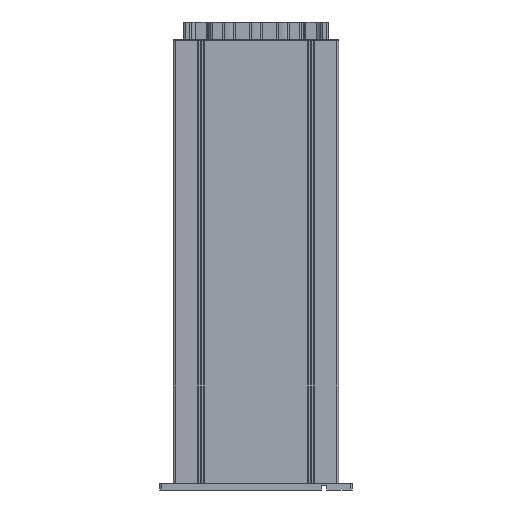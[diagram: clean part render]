
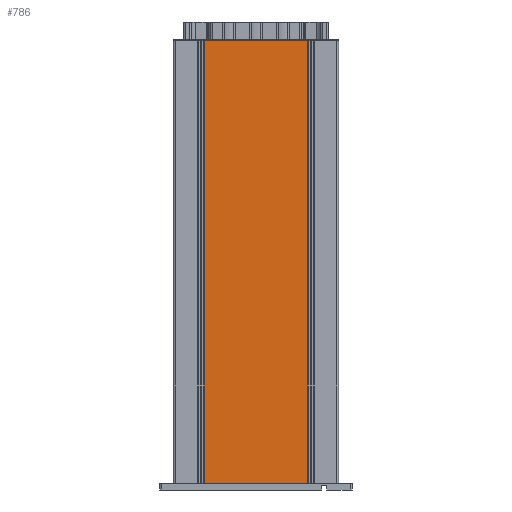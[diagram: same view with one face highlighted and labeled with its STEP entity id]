
A CAD part, front view. The second image highlights one B-rep face of the part: STEP entity #786.
In plain terms, the highlighted planar face has unit normal (0, -1, 0).
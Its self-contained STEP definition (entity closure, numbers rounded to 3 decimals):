
#566 = VERTEX_POINT ( 'NONE', #26707 ) ;
#786 = ADVANCED_FACE ( 'NONE', ( #15236 ), #6523, .F. ) ;
#1468 = CARTESIAN_POINT ( 'NONE',  ( 0., -30., 0. ) ) ;
#3088 = CARTESIAN_POINT ( 'NONE',  ( -75.4, -30., 643. ) ) ;
#3436 = VECTOR ( 'NONE', #3634, 1000. ) ;
#3634 = DIRECTION ( 'NONE',  ( 1., 0., 0. ) ) ;
#4063 = CARTESIAN_POINT ( 'NONE',  ( -75.4, -30., 643. ) ) ;
#4832 = EDGE_CURVE ( 'NONE', #5583, #7814, #23043, .T. ) ;
#5583 = VERTEX_POINT ( 'NONE', #4063 ) ;
#6308 = VECTOR ( 'NONE', #24684, 1000. ) ;
#6523 = PLANE ( 'NONE',  #13069 ) ;
#7081 = ORIENTED_EDGE ( 'NONE', *, *, #17981, .T. ) ;
#7814 = VERTEX_POINT ( 'NONE', #16826 ) ;
#7893 = EDGE_LOOP ( 'NONE', ( #26516, #7081, #8477, #23312 ) ) ;
#8248 = CARTESIAN_POINT ( 'NONE',  ( 75.4, -30., 643. ) ) ;
#8477 = ORIENTED_EDGE ( 'NONE', *, *, #4832, .F. ) ;
#9540 = VECTOR ( 'NONE', #15660, 1000. ) ;
#9706 = EDGE_CURVE ( 'NONE', #566, #21818, #19939, .T. ) ;
#13069 = AXIS2_PLACEMENT_3D ( 'NONE', #14931, #21410, #25708 ) ;
#14330 = DIRECTION ( 'NONE',  ( 1., 0., 0. ) ) ;
#14931 = CARTESIAN_POINT ( 'NONE',  ( 0., -30., 643. ) ) ;
#15017 = EDGE_CURVE ( 'NONE', #5583, #566, #24629, .T. ) ;
#15236 = FACE_OUTER_BOUND ( 'NONE', #7893, .T. ) ;
#15660 = DIRECTION ( 'NONE',  ( 0., 0., -1. ) ) ;
#16015 = LINE ( 'NONE', #8248, #6308 ) ;
#16826 = CARTESIAN_POINT ( 'NONE',  ( 75.4, -30., 643. ) ) ;
#17981 = EDGE_CURVE ( 'NONE', #21818, #7814, #16015, .T. ) ;
#19542 = CARTESIAN_POINT ( 'NONE',  ( 75.4, -30., 0. ) ) ;
#19939 = LINE ( 'NONE', #1468, #3436 ) ;
#21410 = DIRECTION ( 'NONE',  ( 0., 1., 0. ) ) ;
#21818 = VERTEX_POINT ( 'NONE', #19542 ) ;
#23043 = LINE ( 'NONE', #26307, #26284 ) ;
#23312 = ORIENTED_EDGE ( 'NONE', *, *, #15017, .T. ) ;
#24629 = LINE ( 'NONE', #3088, #9540 ) ;
#24684 = DIRECTION ( 'NONE',  ( 0., 0., 1. ) ) ;
#25708 = DIRECTION ( 'NONE',  ( 0., 0., 1. ) ) ;
#26284 = VECTOR ( 'NONE', #14330, 1000. ) ;
#26307 = CARTESIAN_POINT ( 'NONE',  ( 0., -30., 643. ) ) ;
#26516 = ORIENTED_EDGE ( 'NONE', *, *, #9706, .T. ) ;
#26707 = CARTESIAN_POINT ( 'NONE',  ( -75.4, -30., 0. ) ) ;
